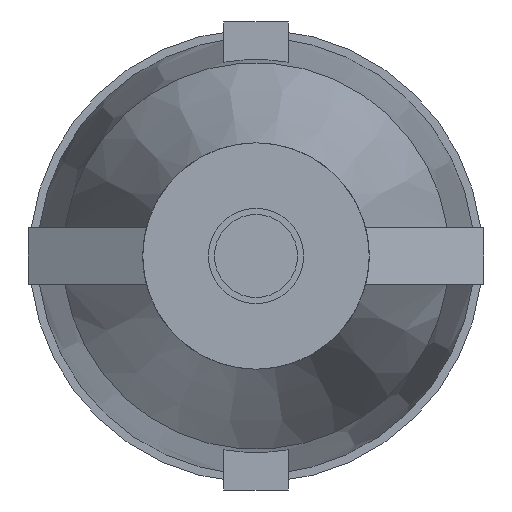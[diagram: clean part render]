
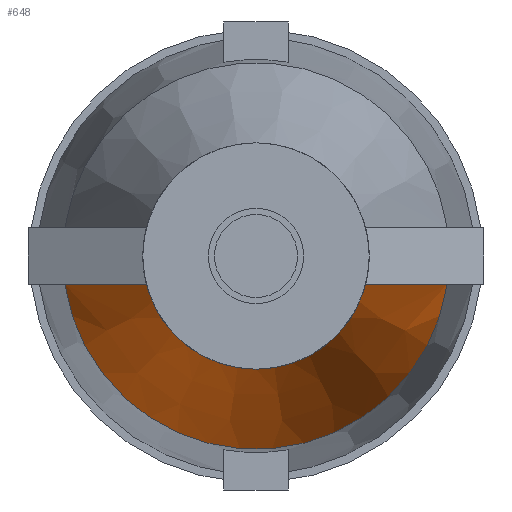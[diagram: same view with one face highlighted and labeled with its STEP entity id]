
A CAD part, front view. The second image highlights one B-rep face of the part: STEP entity #648.
In plain terms, the highlighted conical face has half-angle 18.012 degrees and reference radius 2.03 mm.
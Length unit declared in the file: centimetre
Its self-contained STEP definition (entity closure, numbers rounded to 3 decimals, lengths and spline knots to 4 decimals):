
#105=CONICAL_SURFACE('',#699,0.203,0.314);
#199=(
BOUNDED_CURVE()
B_SPLINE_CURVE(2,(#884,#885,#886),.UNSPECIFIED.,.F.,.U.)
B_SPLINE_CURVE_WITH_KNOTS((3,3),(0.,0.3434),.UNSPECIFIED.)
CURVE()
GEOMETRIC_REPRESENTATION_ITEM()
RATIONAL_B_SPLINE_CURVE((1.,1.037,1.))
REPRESENTATION_ITEM('')
);
#206=(
BOUNDED_CURVE()
B_SPLINE_CURVE(2,(#968,#969,#970),.UNSPECIFIED.,.F.,.U.)
B_SPLINE_CURVE_WITH_KNOTS((3,3),(0.,0.3434),.UNSPECIFIED.)
CURVE()
GEOMETRIC_REPRESENTATION_ITEM()
RATIONAL_B_SPLINE_CURVE((1.,1.037,1.))
REPRESENTATION_ITEM('')
);
#248=VERTEX_POINT('',#883);
#249=VERTEX_POINT('',#887);
#264=VERTEX_POINT('',#931);
#271=VERTEX_POINT('',#949);
#297=CIRCLE('',#691,0.15);
#299=CIRCLE('',#696,0.256);
#323=EDGE_CURVE('',#249,#248,#199,.T.);
#343=EDGE_CURVE('',#264,#249,#297,.T.);
#354=EDGE_CURVE('',#271,#248,#299,.T.);
#361=EDGE_CURVE('',#271,#264,#206,.T.);
#472=ORIENTED_EDGE('',*,*,#323,.T.);
#473=ORIENTED_EDGE('',*,*,#354,.F.);
#474=ORIENTED_EDGE('',*,*,#361,.T.);
#475=ORIENTED_EDGE('',*,*,#343,.T.);
#567=EDGE_LOOP('',(#472,#473,#474,#475));
#611=FACE_BOUND('',#567,.T.);
#648=ADVANCED_FACE('',(#611),#105,.T.);
#691=AXIS2_PLACEMENT_3D('',#930,#779,#780);
#696=AXIS2_PLACEMENT_3D('',#950,#792,#793);
#699=AXIS2_PLACEMENT_3D('',#967,#798,#799);
#779=DIRECTION('',(0.,1.,0.));
#780=DIRECTION('',(0.15,0.,0.));
#792=DIRECTION('',(0.,1.,0.));
#793=DIRECTION('',(0.256,0.,0.));
#798=DIRECTION('',(0.,1.,0.));
#799=DIRECTION('',(0.203,0.,0.));
#883=CARTESIAN_POINT('',(-0.2532,2.05,-0.0375));
#884=CARTESIAN_POINT('',(-0.1452,1.724,-0.0375));
#885=CARTESIAN_POINT('',(-0.1851,1.8428,-0.0375));
#886=CARTESIAN_POINT('',(-0.2532,2.05,-0.0375));
#887=CARTESIAN_POINT('',(-0.1452,1.724,-0.0375));
#930=CARTESIAN_POINT('',(0.,1.724,0.));
#931=CARTESIAN_POINT('',(0.1452,1.724,-0.0375));
#949=CARTESIAN_POINT('',(0.2532,2.05,-0.0375));
#950=CARTESIAN_POINT('',(0.,2.05,0.));
#967=CARTESIAN_POINT('',(0.,1.887,0.));
#968=CARTESIAN_POINT('',(0.2532,2.05,-0.0375));
#969=CARTESIAN_POINT('',(0.1851,1.8428,-0.0375));
#970=CARTESIAN_POINT('',(0.1452,1.724,-0.0375));
